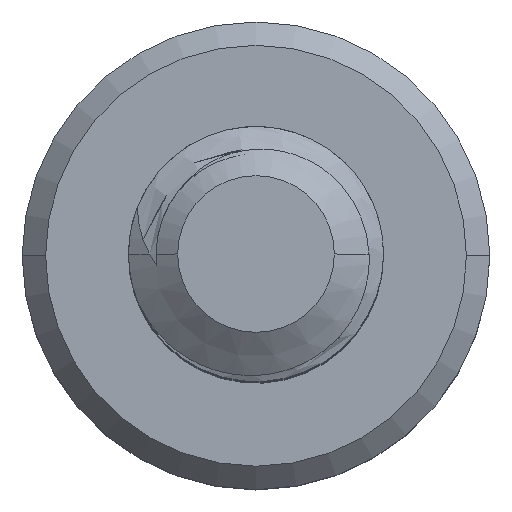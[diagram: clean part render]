
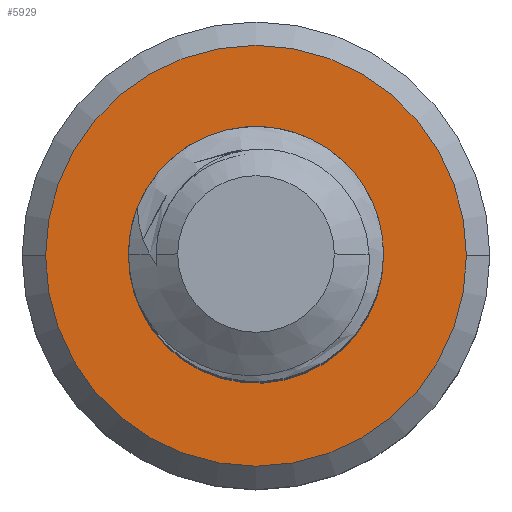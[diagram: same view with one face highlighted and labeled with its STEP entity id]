
A CAD part, top view. The second image highlights one B-rep face of the part: STEP entity #5929.
In plain terms, the highlighted planar face has unit normal (0, 0, 1).
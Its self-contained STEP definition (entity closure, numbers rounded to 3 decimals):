
#178 = VERTEX_POINT ( 'NONE', #5586 ) ;
#232 = EDGE_CURVE ( 'NONE', #4866, #4601, #5781, .T. ) ;
#284 = DIRECTION ( 'NONE',  ( 0., 0., -1. ) ) ;
#325 = B_SPLINE_CURVE_WITH_KNOTS ( 'NONE', 3,
 ( #6434, #2924, #3924, #932, #4422, #1417, #4938, #1913, #5438, #2431, #5955, #2946, #6457, #3443, #470, #3947 ),
 .UNSPECIFIED., .F., .F.,
 ( 4, 2, 2, 2, 2, 2, 2, 4 ),
 ( 0., 0., 0.001, 0.001, 0.002, 0.002, 0.003, 0.003 ),
 .UNSPECIFIED. ) ;
#370 = CARTESIAN_POINT ( 'NONE',  ( 1.161, -0.435, -12. ) ) ;
#470 = CARTESIAN_POINT ( 'NONE',  ( -1.137, 0.968, -12. ) ) ;
#581 = EDGE_CURVE ( 'NONE', #1361, #2962, #1963, .T. ) ;
#703 = ORIENTED_EDGE ( 'NONE', *, *, #232, .T. ) ;
#764 = DIRECTION ( 'NONE',  ( 1., 0., 0. ) ) ;
#827 = CIRCLE ( 'NONE', #2669, 2.475 ) ;
#831 = CARTESIAN_POINT ( 'NONE',  ( 0.266, 1.478, -12. ) ) ;
#851 = CARTESIAN_POINT ( 'NONE',  ( 0.93, -0.757, -12. ) ) ;
#932 = CARTESIAN_POINT ( 'NONE',  ( -0.526, -1.125, -12. ) ) ;
#1261 = CARTESIAN_POINT ( 'NONE',  ( 2.475, 0., -12. ) ) ;
#1263 = AXIS2_PLACEMENT_3D ( 'NONE', #4963, #1936, #5471 ) ;
#1361 = VERTEX_POINT ( 'NONE', #1261 ) ;
#1417 = CARTESIAN_POINT ( 'NONE',  ( -0.878, -0.941, -12. ) ) ;
#1475 = CARTESIAN_POINT ( 'NONE',  ( 0., 0., -12. ) ) ;
#1642 = EDGE_LOOP ( 'NONE', ( #2490, #3378, #703, #3685 ) ) ;
#1741 = PLANE ( 'NONE',  #3363 ) ;
#1745 = CARTESIAN_POINT ( 'NONE',  ( 0., 0., -12. ) ) ;
#1773 = EDGE_CURVE ( 'NONE', #178, #4866, #2615, .T. ) ;
#1817 = CARTESIAN_POINT ( 'NONE',  ( 0.84, 1.143, -12. ) ) ;
#1898 = EDGE_CURVE ( 'NONE', #4601, #5867, #325, .T. ) ;
#1913 = CARTESIAN_POINT ( 'NONE',  ( -1.155, -0.655, -12. ) ) ;
#1936 = DIRECTION ( 'NONE',  ( 0., 0., 1. ) ) ;
#1963 = CIRCLE ( 'NONE', #2644, 2.475 ) ;
#1972 = DIRECTION ( 'NONE',  ( -1., 0., 0. ) ) ;
#2083 = AXIS2_PLACEMENT_3D ( 'NONE', #1745, #284, #764 ) ;
#2144 = CARTESIAN_POINT ( 'NONE',  ( 0., 0., -12. ) ) ;
#2153 = CARTESIAN_POINT ( 'NONE',  ( 0., 0., -12. ) ) ;
#2245 = DIRECTION ( 'NONE',  ( -1., 0., 0. ) ) ;
#2282 = CIRCLE ( 'NONE', #1263, 1.5 ) ;
#2315 = ORIENTED_EDGE ( 'NONE', *, *, #581, .T. ) ;
#2333 = CARTESIAN_POINT ( 'NONE',  ( 1.095, 0.838, -12. ) ) ;
#2423 = EDGE_CURVE ( 'NONE', #2962, #1361, #827, .T. ) ;
#2431 = CARTESIAN_POINT ( 'NONE',  ( -1.387, -0.178, -12. ) ) ;
#2490 = ORIENTED_EDGE ( 'NONE', *, *, #5504, .F. ) ;
#2615 = B_SPLINE_CURVE_WITH_KNOTS ( 'NONE', 3,
 ( #4322, #831, #4845, #1817, #5330, #2333, #5859, #2838, #6350, #3346, #370, #3847, #851, #4343 ),
 .UNSPECIFIED., .F., .F.,
 ( 4, 2, 2, 2, 2, 2, 4 ),
 ( 0., 0.001, 0.001, 0.002, 0.002, 0.003, 0.003 ),
 .UNSPECIFIED. ) ;
#2644 = AXIS2_PLACEMENT_3D ( 'NONE', #2153, #5689, #2676 ) ;
#2669 = AXIS2_PLACEMENT_3D ( 'NONE', #1475, #4992, #1972 ) ;
#2676 = DIRECTION ( 'NONE',  ( -1., 0., 0. ) ) ;
#2838 = CARTESIAN_POINT ( 'NONE',  ( 1.301, 0.351, -12. ) ) ;
#2924 = CARTESIAN_POINT ( 'NONE',  ( -0.133, -1.189, -12. ) ) ;
#2946 = CARTESIAN_POINT ( 'NONE',  ( -1.362, 0.488, -12. ) ) ;
#2962 = VERTEX_POINT ( 'NONE', #3074 ) ;
#3074 = CARTESIAN_POINT ( 'NONE',  ( -2.475, 0., -12. ) ) ;
#3346 = CARTESIAN_POINT ( 'NONE',  ( 1.215, -0.312, -12. ) ) ;
#3363 = AXIS2_PLACEMENT_3D ( 'NONE', #2144, #5249, #2245 ) ;
#3378 = ORIENTED_EDGE ( 'NONE', *, *, #1773, .T. ) ;
#3408 = CARTESIAN_POINT ( 'NONE',  ( 0., -1.175, -12. ) ) ;
#3443 = CARTESIAN_POINT ( 'NONE',  ( -1.209, 0.856, -12. ) ) ;
#3535 = FACE_BOUND ( 'NONE', #1642, .T. ) ;
#3685 = ORIENTED_EDGE ( 'NONE', *, *, #1898, .T. ) ;
#3705 = FACE_OUTER_BOUND ( 'NONE', #5637, .T. ) ;
#3847 = CARTESIAN_POINT ( 'NONE',  ( 1.017, -0.659, -12. ) ) ;
#3924 = CARTESIAN_POINT ( 'NONE',  ( -0.265, -1.182, -12. ) ) ;
#3947 = CARTESIAN_POINT ( 'NONE',  ( -1.051, 1.07, -12. ) ) ;
#4322 = CARTESIAN_POINT ( 'NONE',  ( 0., 1.5, -12. ) ) ;
#4343 = CARTESIAN_POINT ( 'NONE',  ( 0.823, -0.839, -12. ) ) ;
#4422 = CARTESIAN_POINT ( 'NONE',  ( -0.649, -1.077, -12. ) ) ;
#4601 = VERTEX_POINT ( 'NONE', #3408 ) ;
#4845 = CARTESIAN_POINT ( 'NONE',  ( 0.522, 1.38, -12. ) ) ;
#4866 = VERTEX_POINT ( 'NONE', #5985 ) ;
#4938 = CARTESIAN_POINT ( 'NONE',  ( -0.98, -0.856, -12. ) ) ;
#4963 = CARTESIAN_POINT ( 'NONE',  ( 0., 0., -12. ) ) ;
#4992 = DIRECTION ( 'NONE',  ( 0., 0., 1. ) ) ;
#5249 = DIRECTION ( 'NONE',  ( 0., 0., -1. ) ) ;
#5330 = CARTESIAN_POINT ( 'NONE',  ( 0.935, 1.048, -12. ) ) ;
#5438 = CARTESIAN_POINT ( 'NONE',  ( -1.226, -0.541, -12. ) ) ;
#5471 = DIRECTION ( 'NONE',  ( 1., 0., 0. ) ) ;
#5504 = EDGE_CURVE ( 'NONE', #178, #5867, #2282, .T. ) ;
#5586 = CARTESIAN_POINT ( 'NONE',  ( 0., 1.5, -12. ) ) ;
#5637 = EDGE_LOOP ( 'NONE', ( #6048, #2315 ) ) ;
#5689 = DIRECTION ( 'NONE',  ( 0., 0., 1. ) ) ;
#5734 = CARTESIAN_POINT ( 'NONE',  ( -1.051, 1.07, -12. ) ) ;
#5781 = CIRCLE ( 'NONE', #2083, 1.175 ) ;
#5859 = CARTESIAN_POINT ( 'NONE',  ( 1.161, 0.72, -12. ) ) ;
#5867 = VERTEX_POINT ( 'NONE', #5734 ) ;
#5929 = ADVANCED_FACE ( 'NONE', ( #3705, #3535 ), #1741, .F. ) ;
#5955 = CARTESIAN_POINT ( 'NONE',  ( -1.423, 0.097, -12. ) ) ;
#5985 = CARTESIAN_POINT ( 'NONE',  ( 0.823, -0.839, -12. ) ) ;
#6048 = ORIENTED_EDGE ( 'NONE', *, *, #2423, .T. ) ;
#6350 = CARTESIAN_POINT ( 'NONE',  ( 1.317, 0.073, -12. ) ) ;
#6434 = CARTESIAN_POINT ( 'NONE',  ( 0., -1.175, -12. ) ) ;
#6457 = CARTESIAN_POINT ( 'NONE',  ( -1.322, 0.617, -12. ) ) ;
